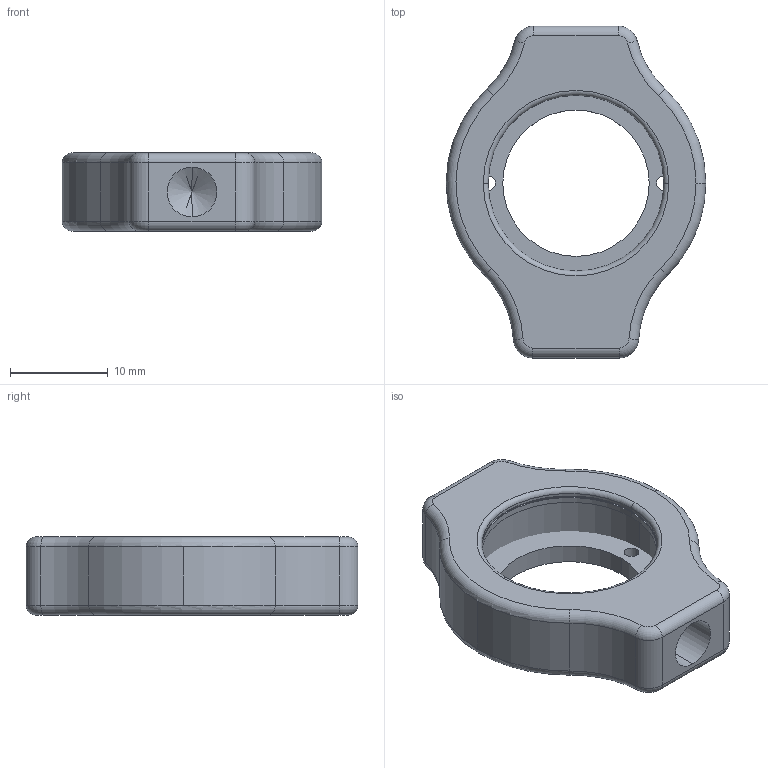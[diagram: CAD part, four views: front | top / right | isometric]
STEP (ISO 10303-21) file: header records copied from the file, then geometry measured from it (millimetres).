
FILE_DESCRIPTION (( 'STEP AP203' ), '1' );
FILE_NAME ('04MTC-20.STEP', '2016-11-09T03:21:24', ( 'Microsoft' ), ( 'Microsoft' ), 'SwSTEP 2.0', 'SolidWorks 2016', '' );
FILE_SCHEMA (( 'CONFIG_CONTROL_DESIGN' ));
Length unit declared in the file: millimetre
Products named in the file (1): 04MTC-20
Bounding box: 26.6 x 34 x 8 mm (x, y, z)
Volume: 3019.6 mm3; surface area: 2921.9 mm2
Topology: 3 solids, 3 shells, 78 faces, 177 edges, 104 vertices
Faces by surface type: cylinder 35, torus 28, plane 9, cone 6
Entity records: 2284 total; most frequent: DIRECTION 457, CARTESIAN_POINT 356, ORIENTED_EDGE 346, AXIS2_PLACEMENT_3D 205, EDGE_CURVE 173, CIRCLE 126, VERTEX_POINT 104, EDGE_LOOP 91
